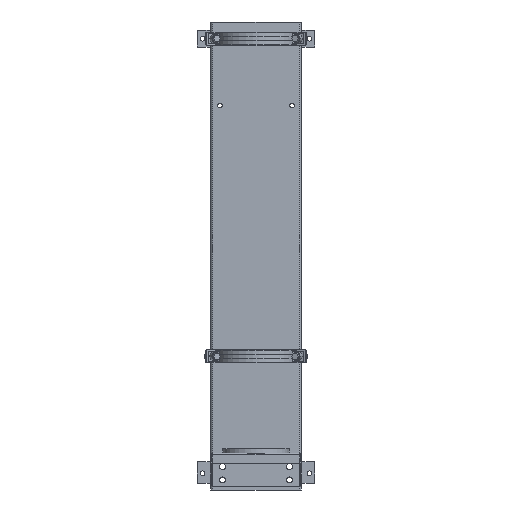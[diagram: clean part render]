
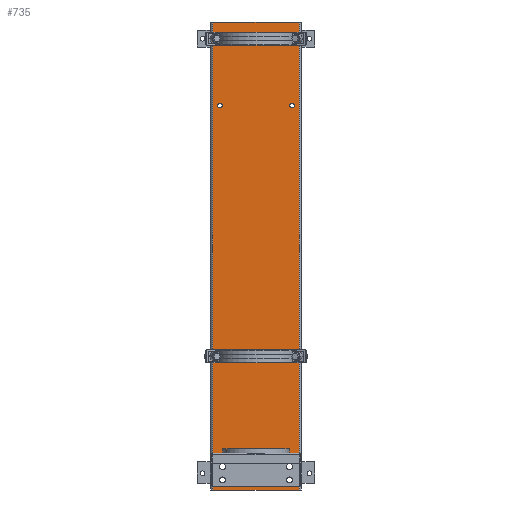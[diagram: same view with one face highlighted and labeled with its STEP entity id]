
A CAD part, front view. The second image highlights one B-rep face of the part: STEP entity #735.
In plain terms, the highlighted planar face has unit normal (0, -1, 0).
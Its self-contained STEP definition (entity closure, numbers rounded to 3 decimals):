
#735 = ADVANCED_FACE( '', ( #1604, #1605, #1606, #1607, #1608, #1609, #1610, #1611, #1612, #1613, #1614 ), #1615, .T. );
#1604 = FACE_BOUND( '', #2620, .T. );
#1605 = FACE_BOUND( '', #2621, .T. );
#1606 = FACE_BOUND( '', #2622, .T. );
#1607 = FACE_BOUND( '', #2623, .T. );
#1608 = FACE_BOUND( '', #2624, .T. );
#1609 = FACE_BOUND( '', #2625, .T. );
#1610 = FACE_BOUND( '', #2626, .T. );
#1611 = FACE_BOUND( '', #2627, .T. );
#1612 = FACE_BOUND( '', #2628, .T. );
#1613 = FACE_BOUND( '', #2629, .T. );
#1614 = FACE_OUTER_BOUND( '', #2630, .T. );
#1615 = PLANE( '', #2631 );
#2620 = EDGE_LOOP( '', ( #4604 ) );
#2621 = EDGE_LOOP( '', ( #4605 ) );
#2622 = EDGE_LOOP( '', ( #4606 ) );
#2623 = EDGE_LOOP( '', ( #4607 ) );
#2624 = EDGE_LOOP( '', ( #4608 ) );
#2625 = EDGE_LOOP( '', ( #4609 ) );
#2626 = EDGE_LOOP( '', ( #4610 ) );
#2627 = EDGE_LOOP( '', ( #4611 ) );
#2628 = EDGE_LOOP( '', ( #4612 ) );
#2629 = EDGE_LOOP( '', ( #4613 ) );
#2630 = EDGE_LOOP( '', ( #4614, #4615, #4616, #4617 ) );
#2631 = AXIS2_PLACEMENT_3D( '', #4618, #4619, #4620 );
#4604 = ORIENTED_EDGE( '', *, *, #6551, .F. );
#4605 = ORIENTED_EDGE( '', *, *, #6552, .F. );
#4606 = ORIENTED_EDGE( '', *, *, #6463, .F. );
#4607 = ORIENTED_EDGE( '', *, *, #6553, .F. );
#4608 = ORIENTED_EDGE( '', *, *, #6554, .F. );
#4609 = ORIENTED_EDGE( '', *, *, #6549, .F. );
#4610 = ORIENTED_EDGE( '', *, *, #6542, .F. );
#4611 = ORIENTED_EDGE( '', *, *, #6555, .F. );
#4612 = ORIENTED_EDGE( '', *, *, #6114, .F. );
#4613 = ORIENTED_EDGE( '', *, *, #6556, .F. );
#4614 = ORIENTED_EDGE( '', *, *, #5950, .T. );
#4615 = ORIENTED_EDGE( '', *, *, #6557, .T. );
#4616 = ORIENTED_EDGE( '', *, *, #6558, .T. );
#4617 = ORIENTED_EDGE( '', *, *, #6559, .T. );
#4618 = CARTESIAN_POINT( '', ( -135., 0., -700. ) );
#4619 = DIRECTION( '', ( 0., -1., 0. ) );
#4620 = DIRECTION( '', ( 0., 0., -1. ) );
#5950 = EDGE_CURVE( '', #7147, #7145, #7148, .T. );
#6114 = EDGE_CURVE( '', #7417, #7417, #7418, .T. );
#6463 = EDGE_CURVE( '', #7944, #7944, #7945, .T. );
#6542 = EDGE_CURVE( '', #8049, #8049, #8050, .T. );
#6549 = EDGE_CURVE( '', #8060, #8060, #8061, .T. );
#6551 = EDGE_CURVE( '', #8063, #8063, #8064, .T. );
#6552 = EDGE_CURVE( '', #8065, #8065, #8066, .T. );
#6553 = EDGE_CURVE( '', #8067, #8067, #8068, .T. );
#6554 = EDGE_CURVE( '', #8069, #8069, #8070, .T. );
#6555 = EDGE_CURVE( '', #8071, #8071, #8072, .T. );
#6556 = EDGE_CURVE( '', #8073, #8073, #8074, .T. );
#6557 = EDGE_CURVE( '', #7145, #8075, #8076, .T. );
#6558 = EDGE_CURVE( '', #8075, #8077, #8078, .T. );
#6559 = EDGE_CURVE( '', #8077, #7147, #8079, .T. );
#7145 = VERTEX_POINT( '', #8834 );
#7147 = VERTEX_POINT( '', #8836 );
#7148 = LINE( '', #8837, #8838 );
#7417 = VERTEX_POINT( '', #9184 );
#7418 = CIRCLE( '', #9185, 9. );
#7944 = VERTEX_POINT( '', #9922 );
#7945 = CIRCLE( '', #9923, 7. );
#8049 = VERTEX_POINT( '', #10096 );
#8050 = CIRCLE( '', #10097, 9. );
#8060 = VERTEX_POINT( '', #10107 );
#8061 = CIRCLE( '', #10108, 7. );
#8063 = VERTEX_POINT( '', #10110 );
#8064 = CIRCLE( '', #10111, 7. );
#8065 = VERTEX_POINT( '', #10112 );
#8066 = CIRCLE( '', #10113, 7. );
#8067 = VERTEX_POINT( '', #10114 );
#8068 = CIRCLE( '', #10115, 7. );
#8069 = VERTEX_POINT( '', #10116 );
#8070 = CIRCLE( '', #10117, 7. );
#8071 = VERTEX_POINT( '', #10118 );
#8072 = CIRCLE( '', #10119, 9. );
#8073 = VERTEX_POINT( '', #10120 );
#8074 = CIRCLE( '', #10121, 9. );
#8075 = VERTEX_POINT( '', #10122 );
#8076 = LINE( '', #10123, #10124 );
#8077 = VERTEX_POINT( '', #10125 );
#8078 = LINE( '', #10126, #10127 );
#8079 = LINE( '', #10128, #10129 );
#8834 = CARTESIAN_POINT( '', ( -129., 0., 700. ) );
#8836 = CARTESIAN_POINT( '', ( 129., 0., 700. ) );
#8837 = CARTESIAN_POINT( '', ( 135., 0., 700. ) );
#8838 = VECTOR( '', #10719, 1000. );
#9184 = CARTESIAN_POINT( '', ( 100., 0., -621. ) );
#9185 = AXIS2_PLACEMENT_3D( '', #10955, #10956, #10957 );
#9922 = CARTESIAN_POINT( '', ( -108., 0., 643. ) );
#9923 = AXIS2_PLACEMENT_3D( '', #11404, #11405, #11406 );
#10096 = CARTESIAN_POINT( '', ( -100., 0., -661. ) );
#10097 = AXIS2_PLACEMENT_3D( '', #11479, #11480, #11481 );
#10107 = CARTESIAN_POINT( '', ( 108., 0., -307. ) );
#10108 = AXIS2_PLACEMENT_3D( '', #11491, #11492, #11493 );
#10110 = CARTESIAN_POINT( '', ( -108., 0., -307. ) );
#10111 = AXIS2_PLACEMENT_3D( '', #11494, #11495, #11496 );
#10112 = CARTESIAN_POINT( '', ( 108., 0., 643. ) );
#10113 = AXIS2_PLACEMENT_3D( '', #11497, #11498, #11499 );
#10114 = CARTESIAN_POINT( '', ( -108., 0., 443. ) );
#10115 = AXIS2_PLACEMENT_3D( '', #11500, #11501, #11502 );
#10116 = CARTESIAN_POINT( '', ( 108., 0., 443. ) );
#10117 = AXIS2_PLACEMENT_3D( '', #11503, #11504, #11505 );
#10118 = CARTESIAN_POINT( '', ( -100., 0., -621. ) );
#10119 = AXIS2_PLACEMENT_3D( '', #11506, #11507, #11508 );
#10120 = CARTESIAN_POINT( '', ( 100., 0., -661. ) );
#10121 = AXIS2_PLACEMENT_3D( '', #11509, #11510, #11511 );
#10122 = CARTESIAN_POINT( '', ( -129., 0., -700. ) );
#10123 = CARTESIAN_POINT( '', ( -129., 0., 700. ) );
#10124 = VECTOR( '', #11512, 1000. );
#10125 = CARTESIAN_POINT( '', ( 129., 0., -700. ) );
#10126 = CARTESIAN_POINT( '', ( -135., 0., -700. ) );
#10127 = VECTOR( '', #11513, 1000. );
#10128 = CARTESIAN_POINT( '', ( 129., 0., -700. ) );
#10129 = VECTOR( '', #11514, 1000. );
#10719 = DIRECTION( '', ( -1., 0., 0. ) );
#10955 = CARTESIAN_POINT( '', ( 100., 0., -630. ) );
#10956 = DIRECTION( '', ( 0., -1., 0. ) );
#10957 = DIRECTION( '', ( 0., 0., 1. ) );
#11404 = CARTESIAN_POINT( '', ( -108., 0., 650. ) );
#11405 = DIRECTION( '', ( 0., -1., 0. ) );
#11406 = DIRECTION( '', ( 0., 0., -1. ) );
#11479 = CARTESIAN_POINT( '', ( -100., 0., -670. ) );
#11480 = DIRECTION( '', ( 0., -1., 0. ) );
#11481 = DIRECTION( '', ( 0., 0., 1. ) );
#11491 = CARTESIAN_POINT( '', ( 108., 0., -300. ) );
#11492 = DIRECTION( '', ( 0., -1., 0. ) );
#11493 = DIRECTION( '', ( 0., 0., -1. ) );
#11494 = CARTESIAN_POINT( '', ( -108., 0., -300. ) );
#11495 = DIRECTION( '', ( 0., -1., 0. ) );
#11496 = DIRECTION( '', ( 0., 0., -1. ) );
#11497 = CARTESIAN_POINT( '', ( 108., 0., 650. ) );
#11498 = DIRECTION( '', ( 0., -1., 0. ) );
#11499 = DIRECTION( '', ( 0., 0., -1. ) );
#11500 = CARTESIAN_POINT( '', ( -108., 0., 450. ) );
#11501 = DIRECTION( '', ( 0., -1., 0. ) );
#11502 = DIRECTION( '', ( 0., 0., -1. ) );
#11503 = CARTESIAN_POINT( '', ( 108., 0., 450. ) );
#11504 = DIRECTION( '', ( 0., -1., 0. ) );
#11505 = DIRECTION( '', ( 0., 0., -1. ) );
#11506 = CARTESIAN_POINT( '', ( -100., 0., -630. ) );
#11507 = DIRECTION( '', ( 0., -1., 0. ) );
#11508 = DIRECTION( '', ( 0., 0., 1. ) );
#11509 = CARTESIAN_POINT( '', ( 100., 0., -670. ) );
#11510 = DIRECTION( '', ( 0., -1., 0. ) );
#11511 = DIRECTION( '', ( 0., 0., 1. ) );
#11512 = DIRECTION( '', ( 0., 0., -1. ) );
#11513 = DIRECTION( '', ( 1., 0., 0. ) );
#11514 = DIRECTION( '', ( 0., 0., 1. ) );
